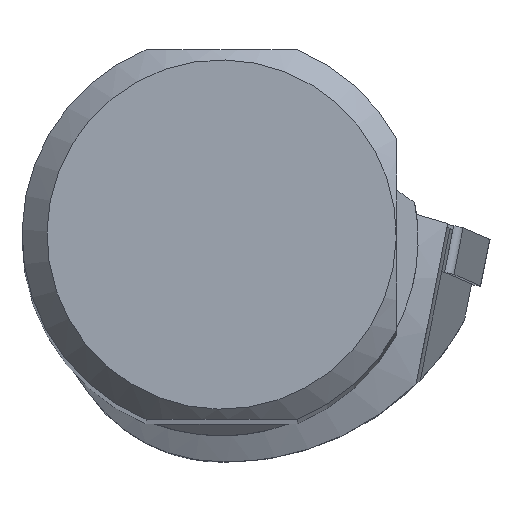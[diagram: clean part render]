
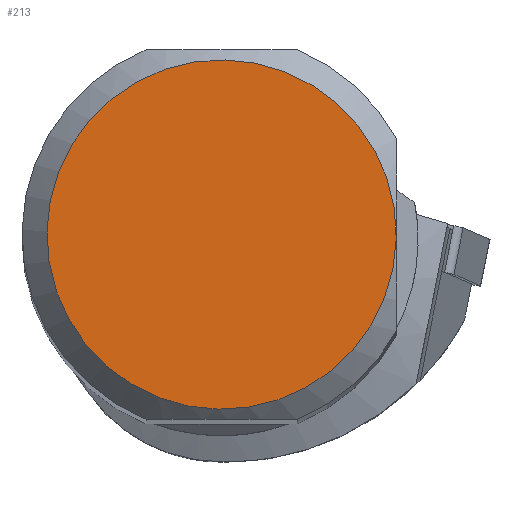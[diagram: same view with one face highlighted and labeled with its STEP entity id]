
A CAD part, top view. The second image highlights one B-rep face of the part: STEP entity #213.
In plain terms, the highlighted planar face has unit normal (0, 0, 1).
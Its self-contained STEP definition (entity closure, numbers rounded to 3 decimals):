
#165=FACE_OUTER_BOUND('',#420,.T.);
#213=ADVANCED_FACE('CU_SU_BP3',(#165),#244,.F.);
#244=PLANE('',#1118);
#420=EDGE_LOOP('',(#637));
#637=ORIENTED_EDGE('',*,*,#901,.T.);
#781=VERTEX_POINT('',#1806);
#901=EDGE_CURVE('',#781,#781,#942,.T.);
#942=CIRCLE('',#1111,17.489);
#1111=AXIS2_PLACEMENT_3D('',#1805,#1338,#1339);
#1118=AXIS2_PLACEMENT_3D('',#1826,#1353,#1354);
#1338=DIRECTION('',(0.,0.,1.));
#1339=DIRECTION('',(-0.981,0.194,0.));
#1353=DIRECTION('',(0.,0.,-1.));
#1354=DIRECTION('',(-0.981,0.194,0.));
#1805=CARTESIAN_POINT('',(0.,0.,
0.));
#1806=CARTESIAN_POINT('',(-17.158,3.389,0.));
#1826=CARTESIAN_POINT('',(-19.989,0.,0.));
